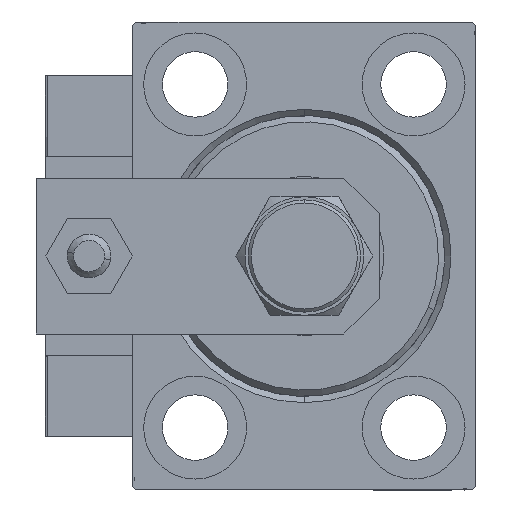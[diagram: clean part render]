
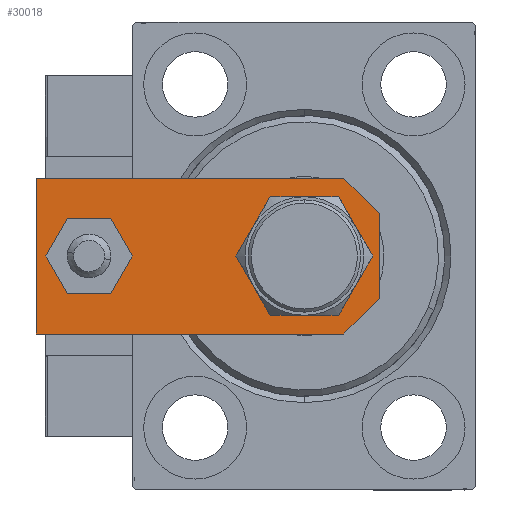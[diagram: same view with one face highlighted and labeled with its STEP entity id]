
A CAD part, left-side view. The second image highlights one B-rep face of the part: STEP entity #30018.
In plain terms, the highlighted face is planar.
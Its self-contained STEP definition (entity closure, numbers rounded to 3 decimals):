
#435 = ORIENTED_EDGE ( 'NONE', *, *, #32481, .F. ) ;
#763 = ORIENTED_EDGE ( 'NONE', *, *, #17961, .T. ) ;
#1394 = CARTESIAN_POINT ( 'NONE',  ( 0., 46.5, 6. ) ) ;
#1403 = CARTESIAN_POINT ( 'NONE',  ( 12.5, 0., 6. ) ) ;
#1502 = PLANE ( 'NONE',  #29962 ) ;
#2006 = LINE ( 'NONE', #11057, #13708 ) ;
#2023 = DIRECTION ( 'NONE',  ( 0., 0., 1. ) ) ;
#2314 = ORIENTED_EDGE ( 'NONE', *, *, #4503, .F. ) ;
#2880 = AXIS2_PLACEMENT_3D ( 'NONE', #42343, #13632, #22151 ) ;
#4503 = EDGE_CURVE ( 'NONE', #33551, #11181, #39629, .T. ) ;
#4881 = DIRECTION ( 'NONE',  ( 0.707, 0.707, 0. ) ) ;
#5409 = LINE ( 'NONE', #1403, #19255 ) ;
#6275 = CIRCLE ( 'NONE', #2880, 8.25 ) ;
#6540 = AXIS2_PLACEMENT_3D ( 'NONE', #1394, #41825, #21896 ) ;
#6559 = DIRECTION ( 'NONE',  ( 1., 0., 0. ) ) ;
#6878 = CARTESIAN_POINT ( 'NONE',  ( 0., 12., 6. ) ) ;
#9013 = DIRECTION ( 'NONE',  ( 1., 0., 0. ) ) ;
#9399 = CARTESIAN_POINT ( 'NONE',  ( 3.42, -3.42, 6. ) ) ;
#9954 = VERTEX_POINT ( 'NONE', #40929 ) ;
#10074 = CARTESIAN_POINT ( 'NONE',  ( -12.5, 0., 6. ) ) ;
#10302 = ORIENTED_EDGE ( 'NONE', *, *, #29521, .F. ) ;
#11057 = CARTESIAN_POINT ( 'NONE',  ( -3.42, -3.42, 6. ) ) ;
#11181 = VERTEX_POINT ( 'NONE', #17212 ) ;
#12104 = EDGE_LOOP ( 'NONE', ( #435, #10302 ) ) ;
#12382 = CARTESIAN_POINT ( 'NONE',  ( -4., 46.5, 6. ) ) ;
#12636 = ORIENTED_EDGE ( 'NONE', *, *, #23599, .T. ) ;
#13632 = DIRECTION ( 'NONE',  ( 0., 0., 1. ) ) ;
#13708 = VECTOR ( 'NONE', #46702, 1000. ) ;
#14562 = VERTEX_POINT ( 'NONE', #16465 ) ;
#15532 = ORIENTED_EDGE ( 'NONE', *, *, #39851, .F. ) ;
#16359 = VERTEX_POINT ( 'NONE', #37489 ) ;
#16465 = CARTESIAN_POINT ( 'NONE',  ( -8.25, 12., 6. ) ) ;
#16761 = VERTEX_POINT ( 'NONE', #50457 ) ;
#17212 = CARTESIAN_POINT ( 'NONE',  ( 4., 46.5, 6. ) ) ;
#17385 = LINE ( 'NONE', #9399, #49472 ) ;
#17473 = VECTOR ( 'NONE', #9013, 1000. ) ;
#17620 = DIRECTION ( 'NONE',  ( 0., -1., 0. ) ) ;
#17961 = EDGE_CURVE ( 'NONE', #27239, #33183, #41297, .T. ) ;
#18523 = CARTESIAN_POINT ( 'NONE',  ( 0., 0., 6. ) ) ;
#18785 = FACE_BOUND ( 'NONE', #12104, .T. ) ;
#19255 = VECTOR ( 'NONE', #33861, 1000. ) ;
#20816 = CIRCLE ( 'NONE', #25067, 4. ) ;
#21896 = DIRECTION ( 'NONE',  ( 1., 0., 0. ) ) ;
#22151 = DIRECTION ( 'NONE',  ( 1., 0., 0. ) ) ;
#22502 = EDGE_LOOP ( 'NONE', ( #763, #49677, #12636, #47771, #44985, #33127 ) ) ;
#23599 = EDGE_CURVE ( 'NONE', #50806, #16359, #29751, .T. ) ;
#23635 = DIRECTION ( 'NONE',  ( 1., 0., 0. ) ) ;
#25067 = AXIS2_PLACEMENT_3D ( 'NONE', #34815, #34025, #46789 ) ;
#27203 = VERTEX_POINT ( 'NONE', #42903 ) ;
#27239 = VERTEX_POINT ( 'NONE', #42628 ) ;
#27700 = EDGE_CURVE ( 'NONE', #33183, #50806, #2006, .T. ) ;
#28409 = CARTESIAN_POINT ( 'NONE',  ( -6.84, 0., 6. ) ) ;
#29521 = EDGE_CURVE ( 'NONE', #27203, #14562, #36691, .T. ) ;
#29751 = LINE ( 'NONE', #10074, #17473 ) ;
#29962 = AXIS2_PLACEMENT_3D ( 'NONE', #18523, #2023, #6559 ) ;
#30018 = ADVANCED_FACE ( 'NONE', ( #42192, #38461, #18785 ), #1502, .T. ) ;
#31625 = AXIS2_PLACEMENT_3D ( 'NONE', #6878, #43826, #23635 ) ;
#32481 = EDGE_CURVE ( 'NONE', #14562, #27203, #6275, .T. ) ;
#33127 = ORIENTED_EDGE ( 'NONE', *, *, #34875, .T. ) ;
#33183 = VERTEX_POINT ( 'NONE', #40631 ) ;
#33551 = VERTEX_POINT ( 'NONE', #12382 ) ;
#33861 = DIRECTION ( 'NONE',  ( 0., 1., 0. ) ) ;
#34025 = DIRECTION ( 'NONE',  ( 0., 0., 1. ) ) ;
#34815 = CARTESIAN_POINT ( 'NONE',  ( 0., 46.5, 6. ) ) ;
#34875 = EDGE_CURVE ( 'NONE', #16761, #27239, #40257, .T. ) ;
#36691 = CIRCLE ( 'NONE', #31625, 8.25 ) ;
#37489 = CARTESIAN_POINT ( 'NONE',  ( 6.84, 0., 6. ) ) ;
#38159 = EDGE_LOOP ( 'NONE', ( #2314, #15532 ) ) ;
#38461 = FACE_OUTER_BOUND ( 'NONE', #22502, .T. ) ;
#39629 = CIRCLE ( 'NONE', #6540, 4. ) ;
#39851 = EDGE_CURVE ( 'NONE', #11181, #33551, #20816, .T. ) ;
#40257 = LINE ( 'NONE', #45039, #41886 ) ;
#40631 = CARTESIAN_POINT ( 'NONE',  ( -12.5, 5.66, 6. ) ) ;
#40929 = CARTESIAN_POINT ( 'NONE',  ( 12.5, 5.66, 6. ) ) ;
#41297 = LINE ( 'NONE', #45292, #47622 ) ;
#41825 = DIRECTION ( 'NONE',  ( 0., 0., 1. ) ) ;
#41886 = VECTOR ( 'NONE', #52249, 1000. ) ;
#42192 = FACE_BOUND ( 'NONE', #38159, .T. ) ;
#42343 = CARTESIAN_POINT ( 'NONE',  ( 0., 12., 6. ) ) ;
#42628 = CARTESIAN_POINT ( 'NONE',  ( -12.5, 55., 6. ) ) ;
#42903 = CARTESIAN_POINT ( 'NONE',  ( 8.25, 12., 6. ) ) ;
#43826 = DIRECTION ( 'NONE',  ( 0., 0., 1. ) ) ;
#44985 = ORIENTED_EDGE ( 'NONE', *, *, #48087, .T. ) ;
#45039 = CARTESIAN_POINT ( 'NONE',  ( 12.5, 55., 6. ) ) ;
#45145 = EDGE_CURVE ( 'NONE', #16359, #9954, #17385, .T. ) ;
#45292 = CARTESIAN_POINT ( 'NONE',  ( -12.5, 55., 6. ) ) ;
#46702 = DIRECTION ( 'NONE',  ( 0.707, -0.707, 0. ) ) ;
#46789 = DIRECTION ( 'NONE',  ( 1., 0., 0. ) ) ;
#47622 = VECTOR ( 'NONE', #17620, 1000. ) ;
#47771 = ORIENTED_EDGE ( 'NONE', *, *, #45145, .T. ) ;
#48087 = EDGE_CURVE ( 'NONE', #9954, #16761, #5409, .T. ) ;
#49472 = VECTOR ( 'NONE', #4881, 1000. ) ;
#49677 = ORIENTED_EDGE ( 'NONE', *, *, #27700, .T. ) ;
#50457 = CARTESIAN_POINT ( 'NONE',  ( 12.5, 55., 6. ) ) ;
#50806 = VERTEX_POINT ( 'NONE', #28409 ) ;
#52249 = DIRECTION ( 'NONE',  ( -1., 0., 0. ) ) ;
